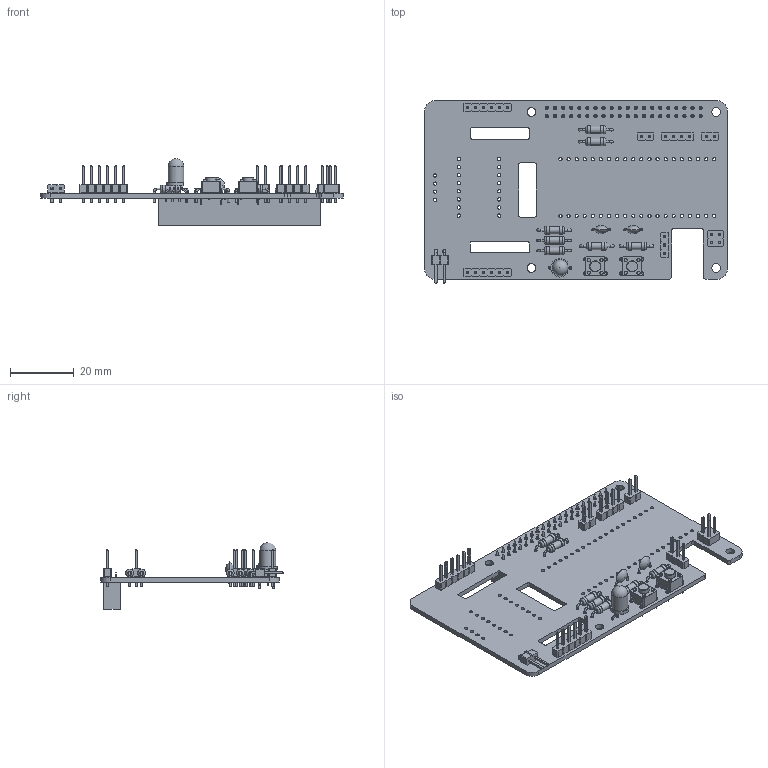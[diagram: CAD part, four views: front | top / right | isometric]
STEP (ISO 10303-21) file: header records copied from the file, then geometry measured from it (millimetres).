
FILE_DESCRIPTION(('KiCad electronic assembly'),'2;1');
FILE_NAME('cerebellum.step','2025-05-21T22:47:44',('Pcbnew'),('Kicad'), 'Open CASCADE STEP processor 7.8','KiCad to STEP converter','Unknown' );
FILE_SCHEMA(('AUTOMOTIVE_DESIGN { 1 0 10303 214 1 1 1 1 }'));
Length unit declared in the file: millimetre
Products named in the file (13): cerebellum 1; PinHeader_1x04_P2.54mm_Vertical; R_Axial_DIN0207_L6.3mm_D2.5mm_P10.16mm_Horizontal; PinHeader_1x02_P2.54mm_Vertical; SW_PUSH_6mm_H5mm; C_Disc_D4.7mm_W2.5mm_P5.00mm; PinHeader_2x02_P2.54mm_Vertical; LED_D5.0mm-4_RGB_Wide_Pins; PinHeader_1x06_P2.54mm_Vertical; PinHeader_1x02_P2.54mm_Horizontal; PinHeader_1x03_P2.54mm_Vertical; PinSocket_2x20_P2.54mm_Vertical; cerebellum_PCB
Assembly tree (22 placements, depth 2):
  cerebellum 1
    PinHeader_1x04_P2.54mm_Vertical
    R_Axial_DIN0207_L6.3mm_D2.5mm_P10.16mm_Horizontal  x7
    PinHeader_1x02_P2.54mm_Vertical  x2
    SW_PUSH_6mm_H5mm  x2
    C_Disc_D4.7mm_W2.5mm_P5.00mm  x2
    PinHeader_2x02_P2.54mm_Vertical
    LED_D5.0mm-4_RGB_Wide_Pins
    PinHeader_1x06_P2.54mm_Vertical  x2
    PinHeader_1x02_P2.54mm_Horizontal
    PinHeader_1x03_P2.54mm_Vertical
    PinSocket_2x20_P2.54mm_Vertical
    cerebellum_PCB
Bounding box: 95 x 57.26 x 20.98 mm (x, y, z)
Volume: 10586 mm3; surface area: 16297.2 mm2
Topology: 26 solids, 26 shells, 2420 faces, 6046 edges, 3850 vertices
Faces by surface type: plane 2039, cylinder 342, torus 30, sphere 5, revolution 4
Full cylindrical faces by diameter (mm): 0.5 x8, 0.6 x28, 0.8 x18, 0.9 x4, 1 x117, 1.02 x4, 1.04 x16, 1.1 x8, 2.25 x7, 2.5 x14, 2.7 x4, 3.5 x2, 5 x1
Entity records: 77907 total; most frequent: CARTESIAN_POINT 10587, ORIENTED_EDGE 10206, DIRECTION 9672, EDGE_CURVE 5103, LINE 4576, VECTOR 4576, VERTEX_POINT 3264, AXIS2_PLACEMENT_3D 2547
